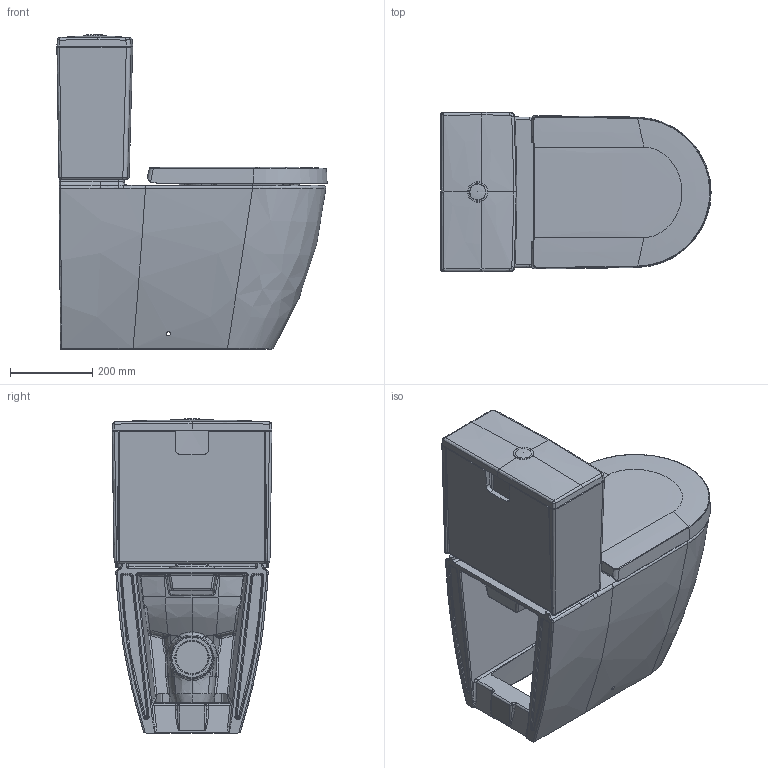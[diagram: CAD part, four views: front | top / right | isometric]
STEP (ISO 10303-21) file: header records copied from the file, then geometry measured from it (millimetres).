
FILE_DESCRIPTION((''),'2;1');
FILE_NAME('217009.stp','2015-06-10T14:45:41',('Administrator'),(''),'Autodesk Inventor 2011','Autodesk Inventor 2011','');
FILE_SCHEMA(('CONFIG_CONTROL_DESIGN'));
Length unit declared in the file: millimetre
Products named in the file (13): 217009; 093800; 002019; Sitz 002019; Deckel 002019; Soft close rechts; Druckknopf; Blechhuelse; Soft Close links; Puffer; Dämpfer; Taster
Assembly tree (18 placements, depth 4):
  217009
    217009
    093800
    002019
      Sitz 002019
      Deckel 002019
      Soft close rechts
        Druckknopf
        Blechhuelse
      Soft Close links
        Druckknopf
        Blechhuelse
      Puffer  x4
      Dämpfer  x2
    Taster
Bounding box: 659.18 x 390.08 x 767.9 mm (x, y, z)
Volume: 41278844.7 mm3; surface area: 3333762.9 mm2
Topology: 16 solids, 16 shells, 2638 faces, 6657 edges, 4081 vertices
Faces by surface type: bspline 1001, plane 674, cylinder 491, torus 202, cone 188, sphere 82
Full cylindrical faces by diameter (mm): 10 x2, 12 x2, 13.5 x2, 15.5 x2, 16 x2, 16.12 x2, 17 x2, 19 x1, 20.2 x2, 21.2 x2, 38.357 x1, 50.217 x1, 64 x1, 80 x1
Entity records: 231063 total; most frequent: CARTESIAN_POINT 188843, ORIENTED_EDGE 9480, DIRECTION 6958, EDGE_CURVE 4740, VERTEX_POINT 2893, AXIS2_PLACEMENT_3D 2836, EDGE_LOOP 2118, FACE_OUTER_BOUND 1977
